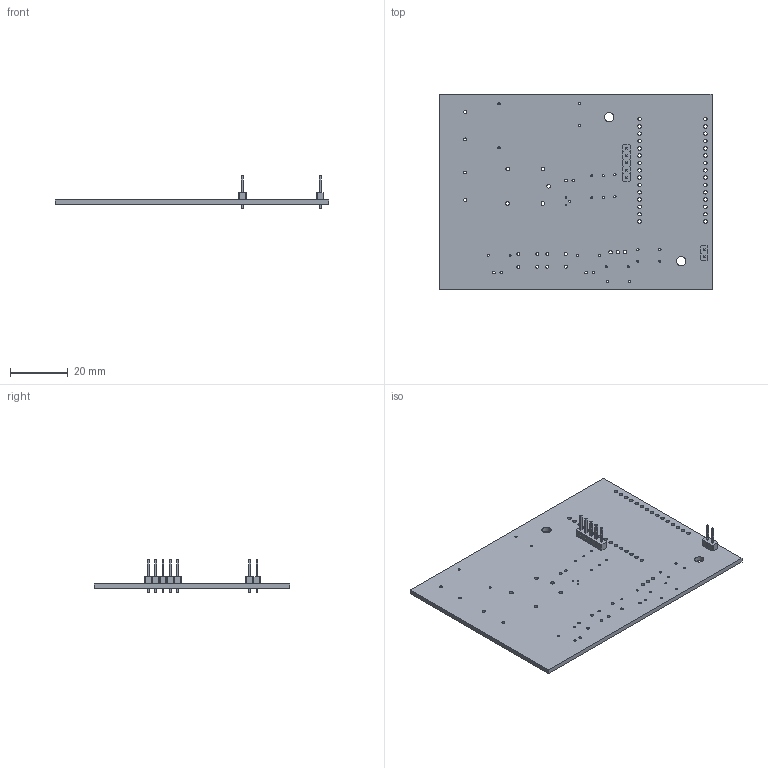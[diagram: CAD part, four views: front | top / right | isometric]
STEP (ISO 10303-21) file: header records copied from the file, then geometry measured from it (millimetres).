
FILE_DESCRIPTION(('FreeCAD Model'),'2;1');
FILE_NAME('sous-vide.step', '2017-12-31T01:56:00',('kicad StepUp'),('ksu MCAD'), 'Open CASCADE STEP processor 6.8','FreeCAD','Unknown');
FILE_SCHEMA(('AUTOMOTIVE_DESIGN_CC2 { 1 2 10303 214 -1 1 5 4 }'));
Length unit declared in the file: millimetre
Products named in the file (3): Pcb; Pin_Header_Straight_1x02_Pitch254mm_; Pin_Header_Straight_1x05_Pitch254mm_
Bounding box: 95 x 68 x 11.54 mm (x, y, z)
Volume: 10326.6 mm3; surface area: 14107.2 mm2
Topology: 3 solids, 3 shells, 273 faces, 703 edges, 450 vertices
Faces by surface type: plane 183, cylinder 90
Full cylindrical faces by diameter (mm): 0.6 x3, 0.7 x12, 0.762 x4, 0.8 x6, 0.9 x6, 1 x15, 1.016 x4, 1.2 x3, 1.25 x30, 1.3 x5, 3.2 x2
Entity records: 9862 total; most frequent: DIRECTION 1431, CARTESIAN_POINT 1427, ORIENTED_EDGE 1406, EDGE_CURVE 703, LINE 523, VECTOR 523, FACE_BOUND 467, EDGE_LOOP 467
